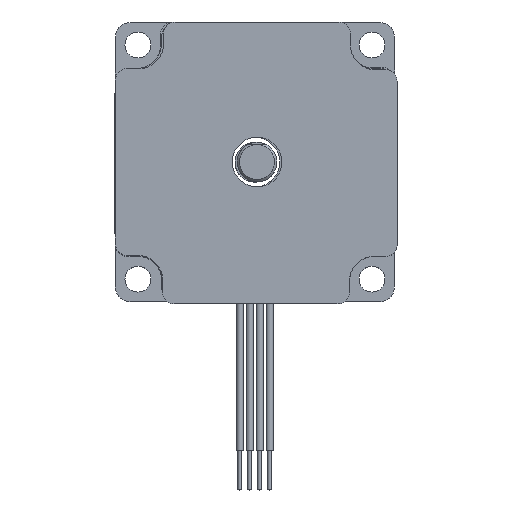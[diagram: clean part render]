
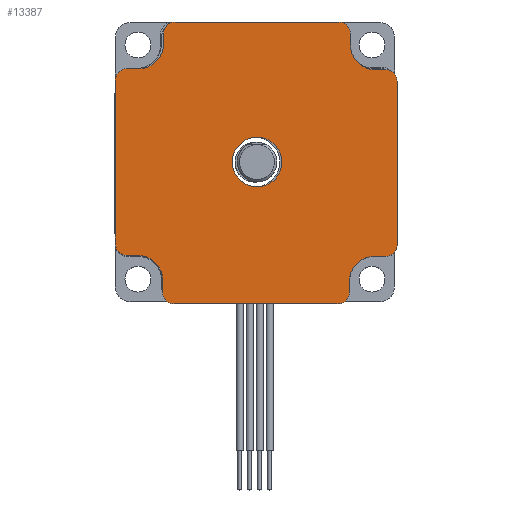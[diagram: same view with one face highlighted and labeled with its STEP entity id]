
A CAD part, top view. The second image highlights one B-rep face of the part: STEP entity #13387.
In plain terms, the highlighted face is planar.
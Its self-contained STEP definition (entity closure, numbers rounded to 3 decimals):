
#550=FACE_BOUND('',#1892,.T.);
#1129=FACE_OUTER_BOUND('',#1891,.T.);
#1891=EDGE_LOOP('',(#11629,#11630,#11631,#11632,#11633,#11634,#11635,#11636,
#11637,#11638,#11639,#11640,#11641,#11642,#11643,#11644,#11645,#11646,#11647,
#11648,#11649,#11650,#11651,#11652));
#1892=EDGE_LOOP('',(#11653));
#2946=LINE('',#22594,#4064);
#2947=LINE('',#22598,#4065);
#2948=LINE('',#22602,#4066);
#2949=LINE('',#22606,#4067);
#2950=LINE('',#22610,#4068);
#2951=LINE('',#22614,#4069);
#2952=LINE('',#22618,#4070);
#2953=LINE('',#22622,#4071);
#2954=LINE('',#22626,#4072);
#2955=LINE('',#22630,#4073);
#2956=LINE('',#22634,#4074);
#2957=LINE('',#22637,#4075);
#4064=VECTOR('',#18488,2.3);
#4065=VECTOR('',#18491,33.);
#4066=VECTOR('',#18494,2.1);
#4067=VECTOR('',#18497,2.417);
#4068=VECTOR('',#18500,33.);
#4069=VECTOR('',#18503,2.217);
#4070=VECTOR('',#18506,2.417);
#4071=VECTOR('',#18509,33.);
#4072=VECTOR('',#18512,2.217);
#4073=VECTOR('',#18515,2.3);
#4074=VECTOR('',#18518,33.);
#4075=VECTOR('',#18521,2.1);
#5072=CIRCLE('',#14817,5.);
#5075=CIRCLE('',#14824,5.);
#5076=CIRCLE('',#14825,2.3);
#5077=CIRCLE('',#14826,2.3);
#5078=CIRCLE('',#14827,5.);
#5079=CIRCLE('',#14828,2.3);
#5080=CIRCLE('',#14829,2.3);
#5081=CIRCLE('',#14830,5.);
#5082=CIRCLE('',#14831,2.3);
#5083=CIRCLE('',#14832,2.3);
#5084=CIRCLE('',#14833,5.);
#5085=CIRCLE('',#14834,2.3);
#5086=CIRCLE('',#14835,2.3);
#6253=VERTEX_POINT('',#22572);
#6260=VERTEX_POINT('',#22590);
#6261=VERTEX_POINT('',#22591);
#6262=VERTEX_POINT('',#22593);
#6263=VERTEX_POINT('',#22595);
#6264=VERTEX_POINT('',#22597);
#6265=VERTEX_POINT('',#22599);
#6266=VERTEX_POINT('',#22601);
#6267=VERTEX_POINT('',#22603);
#6268=VERTEX_POINT('',#22605);
#6269=VERTEX_POINT('',#22607);
#6270=VERTEX_POINT('',#22609);
#6271=VERTEX_POINT('',#22611);
#6272=VERTEX_POINT('',#22613);
#6273=VERTEX_POINT('',#22615);
#6274=VERTEX_POINT('',#22617);
#6275=VERTEX_POINT('',#22619);
#6276=VERTEX_POINT('',#22621);
#6277=VERTEX_POINT('',#22623);
#6278=VERTEX_POINT('',#22625);
#6279=VERTEX_POINT('',#22627);
#6280=VERTEX_POINT('',#22629);
#6281=VERTEX_POINT('',#22631);
#6282=VERTEX_POINT('',#22633);
#6283=VERTEX_POINT('',#22635);
#8104=EDGE_CURVE('',#6253,#6253,#5072,.T.);
#8111=EDGE_CURVE('',#6260,#6261,#5075,.T.);
#8112=EDGE_CURVE('',#6262,#6260,#2946,.T.);
#8113=EDGE_CURVE('',#6263,#6262,#5076,.T.);
#8114=EDGE_CURVE('',#6264,#6263,#2947,.T.);
#8115=EDGE_CURVE('',#6265,#6264,#5077,.T.);
#8116=EDGE_CURVE('',#6266,#6265,#2948,.T.);
#8117=EDGE_CURVE('',#6267,#6266,#5078,.T.);
#8118=EDGE_CURVE('',#6268,#6267,#2949,.T.);
#8119=EDGE_CURVE('',#6269,#6268,#5079,.T.);
#8120=EDGE_CURVE('',#6270,#6269,#2950,.T.);
#8121=EDGE_CURVE('',#6271,#6270,#5080,.T.);
#8122=EDGE_CURVE('',#6272,#6271,#2951,.T.);
#8123=EDGE_CURVE('',#6273,#6272,#5081,.T.);
#8124=EDGE_CURVE('',#6274,#6273,#2952,.T.);
#8125=EDGE_CURVE('',#6275,#6274,#5082,.T.);
#8126=EDGE_CURVE('',#6276,#6275,#2953,.T.);
#8127=EDGE_CURVE('',#6277,#6276,#5083,.T.);
#8128=EDGE_CURVE('',#6278,#6277,#2954,.T.);
#8129=EDGE_CURVE('',#6279,#6278,#5084,.T.);
#8130=EDGE_CURVE('',#6280,#6279,#2955,.T.);
#8131=EDGE_CURVE('',#6281,#6280,#5085,.T.);
#8132=EDGE_CURVE('',#6282,#6281,#2956,.T.);
#8133=EDGE_CURVE('',#6283,#6282,#5086,.T.);
#8134=EDGE_CURVE('',#6261,#6283,#2957,.T.);
#11629=ORIENTED_EDGE('',*,*,#8111,.F.);
#11630=ORIENTED_EDGE('',*,*,#8112,.F.);
#11631=ORIENTED_EDGE('',*,*,#8113,.F.);
#11632=ORIENTED_EDGE('',*,*,#8114,.F.);
#11633=ORIENTED_EDGE('',*,*,#8115,.F.);
#11634=ORIENTED_EDGE('',*,*,#8116,.F.);
#11635=ORIENTED_EDGE('',*,*,#8117,.F.);
#11636=ORIENTED_EDGE('',*,*,#8118,.F.);
#11637=ORIENTED_EDGE('',*,*,#8119,.F.);
#11638=ORIENTED_EDGE('',*,*,#8120,.F.);
#11639=ORIENTED_EDGE('',*,*,#8121,.F.);
#11640=ORIENTED_EDGE('',*,*,#8122,.F.);
#11641=ORIENTED_EDGE('',*,*,#8123,.F.);
#11642=ORIENTED_EDGE('',*,*,#8124,.F.);
#11643=ORIENTED_EDGE('',*,*,#8125,.F.);
#11644=ORIENTED_EDGE('',*,*,#8126,.F.);
#11645=ORIENTED_EDGE('',*,*,#8127,.F.);
#11646=ORIENTED_EDGE('',*,*,#8128,.F.);
#11647=ORIENTED_EDGE('',*,*,#8129,.F.);
#11648=ORIENTED_EDGE('',*,*,#8130,.F.);
#11649=ORIENTED_EDGE('',*,*,#8131,.F.);
#11650=ORIENTED_EDGE('',*,*,#8132,.F.);
#11651=ORIENTED_EDGE('',*,*,#8133,.F.);
#11652=ORIENTED_EDGE('',*,*,#8134,.F.);
#11653=ORIENTED_EDGE('',*,*,#8104,.F.);
#12744=PLANE('',#14823);
#13387=ADVANCED_FACE('',(#1129,#550),#12744,.F.);
#14817=AXIS2_PLACEMENT_3D('',#22573,#18468,#18469);
#14823=AXIS2_PLACEMENT_3D('',#22589,#18484,#18485);
#14824=AXIS2_PLACEMENT_3D('',#22592,#18486,#18487);
#14825=AXIS2_PLACEMENT_3D('',#22596,#18489,#18490);
#14826=AXIS2_PLACEMENT_3D('',#22600,#18492,#18493);
#14827=AXIS2_PLACEMENT_3D('',#22604,#18495,#18496);
#14828=AXIS2_PLACEMENT_3D('',#22608,#18498,#18499);
#14829=AXIS2_PLACEMENT_3D('',#22612,#18501,#18502);
#14830=AXIS2_PLACEMENT_3D('',#22616,#18504,#18505);
#14831=AXIS2_PLACEMENT_3D('',#22620,#18507,#18508);
#14832=AXIS2_PLACEMENT_3D('',#22624,#18510,#18511);
#14833=AXIS2_PLACEMENT_3D('',#22628,#18513,#18514);
#14834=AXIS2_PLACEMENT_3D('',#22632,#18516,#18517);
#14835=AXIS2_PLACEMENT_3D('',#22636,#18519,#18520);
#18468=DIRECTION('center_axis',(0.,-1.,0.));
#18469=DIRECTION('ref_axis',(0.,0.,1.));
#18484=DIRECTION('center_axis',(0.,1.,0.));
#18485=DIRECTION('ref_axis',(0.,0.,1.));
#18486=DIRECTION('center_axis',(0.,-1.,0.));
#18487=DIRECTION('ref_axis',(0.,0.,1.));
#18488=DIRECTION('',(0.,0.,1.));
#18489=DIRECTION('center_axis',(0.,1.,0.));
#18490=DIRECTION('ref_axis',(0.,0.,-1.));
#18491=DIRECTION('',(-1.,0.,0.));
#18492=DIRECTION('center_axis',(0.,1.,0.));
#18493=DIRECTION('ref_axis',(0.,0.,1.));
#18494=DIRECTION('',(0.,0.,-1.));
#18495=DIRECTION('center_axis',(0.,-1.,0.));
#18496=DIRECTION('ref_axis',(0.,0.,-1.));
#18497=DIRECTION('',(-1.,0.,0.));
#18498=DIRECTION('center_axis',(0.,1.,0.));
#18499=DIRECTION('ref_axis',(0.,0.,1.));
#18500=DIRECTION('',(0.,0.,-1.));
#18501=DIRECTION('center_axis',(0.,1.,0.));
#18502=DIRECTION('ref_axis',(0.,0.,1.));
#18503=DIRECTION('',(1.,0.,0.));
#18504=DIRECTION('center_axis',(0.,-1.,0.));
#18505=DIRECTION('ref_axis',(0.,0.,-1.));
#18506=DIRECTION('',(0.,0.,-1.));
#18507=DIRECTION('center_axis',(0.,1.,0.));
#18508=DIRECTION('ref_axis',(0.,0.,1.));
#18509=DIRECTION('',(1.,0.,0.));
#18510=DIRECTION('center_axis',(0.,1.,0.));
#18511=DIRECTION('ref_axis',(0.,0.,1.));
#18512=DIRECTION('',(0.,0.,1.));
#18513=DIRECTION('center_axis',(0.,-1.,0.));
#18514=DIRECTION('ref_axis',(0.,0.,1.));
#18515=DIRECTION('',(1.,0.,0.));
#18516=DIRECTION('center_axis',(0.,1.,0.));
#18517=DIRECTION('ref_axis',(0.,0.,1.));
#18518=DIRECTION('',(0.,0.,1.));
#18519=DIRECTION('center_axis',(0.,1.,0.));
#18520=DIRECTION('ref_axis',(0.,0.,1.));
#18521=DIRECTION('',(-1.,0.,0.));
#22572=CARTESIAN_POINT('',(0.,0.,-5.));
#22573=CARTESIAN_POINT('Origin',(0.,0.,0.));
#22589=CARTESIAN_POINT('Origin',(-23.8,0.,-23.6));
#22590=CARTESIAN_POINT('',(-18.8,0.,-23.6));
#22591=CARTESIAN_POINT('',(-23.8,0.,-18.6));
#22592=CARTESIAN_POINT('Origin',(-23.8,0.,-23.6));
#22593=CARTESIAN_POINT('',(-18.8,0.,-25.9));
#22594=CARTESIAN_POINT('',(-18.8,0.,-25.9));
#22595=CARTESIAN_POINT('',(-16.5,0.,-28.2));
#22596=CARTESIAN_POINT('Origin',(-16.5,0.,-25.9));
#22597=CARTESIAN_POINT('',(16.5,0.,-28.2));
#22598=CARTESIAN_POINT('',(16.5,0.,-28.2));
#22599=CARTESIAN_POINT('',(18.8,0.,-25.9));
#22600=CARTESIAN_POINT('Origin',(16.5,0.,-25.9));
#22601=CARTESIAN_POINT('',(18.8,0.,-23.8));
#22602=CARTESIAN_POINT('',(18.8,0.,-25.9));
#22603=CARTESIAN_POINT('',(23.8,0.,-18.8));
#22604=CARTESIAN_POINT('Origin',(23.8,0.,-23.8));
#22605=CARTESIAN_POINT('',(26.217,0.,-18.8));
#22606=CARTESIAN_POINT('',(26.217,0.,-18.8));
#22607=CARTESIAN_POINT('',(28.517,0.,-16.5));
#22608=CARTESIAN_POINT('Origin',(26.217,0.,-16.5));
#22609=CARTESIAN_POINT('',(28.517,0.,16.5));
#22610=CARTESIAN_POINT('',(28.517,0.,16.5));
#22611=CARTESIAN_POINT('',(26.217,0.,18.8));
#22612=CARTESIAN_POINT('Origin',(26.217,0.,16.5));
#22613=CARTESIAN_POINT('',(24.,0.,18.8));
#22614=CARTESIAN_POINT('',(26.217,0.,18.8));
#22615=CARTESIAN_POINT('',(19.,0.,23.8));
#22616=CARTESIAN_POINT('Origin',(24.,0.,23.8));
#22617=CARTESIAN_POINT('',(19.,0.,26.217));
#22618=CARTESIAN_POINT('',(19.,0.,26.217));
#22619=CARTESIAN_POINT('',(16.7,0.,28.517));
#22620=CARTESIAN_POINT('Origin',(16.7,0.,26.217));
#22621=CARTESIAN_POINT('',(-16.3,0.,28.517));
#22622=CARTESIAN_POINT('',(16.7,0.,28.517));
#22623=CARTESIAN_POINT('',(-18.6,0.,26.217));
#22624=CARTESIAN_POINT('Origin',(-16.3,0.,26.217));
#22625=CARTESIAN_POINT('',(-18.6,0.,24.));
#22626=CARTESIAN_POINT('',(-18.6,0.,26.217));
#22627=CARTESIAN_POINT('',(-23.6,0.,19.));
#22628=CARTESIAN_POINT('Origin',(-23.6,0.,24.));
#22629=CARTESIAN_POINT('',(-25.9,0.,19.));
#22630=CARTESIAN_POINT('',(-25.9,0.,19.));
#22631=CARTESIAN_POINT('',(-28.2,0.,16.7));
#22632=CARTESIAN_POINT('Origin',(-25.9,0.,16.7));
#22633=CARTESIAN_POINT('',(-28.2,0.,-16.3));
#22634=CARTESIAN_POINT('',(-28.2,0.,16.7));
#22635=CARTESIAN_POINT('',(-25.9,0.,-18.6));
#22636=CARTESIAN_POINT('Origin',(-25.9,0.,-16.3));
#22637=CARTESIAN_POINT('',(-25.9,0.,-18.6));
